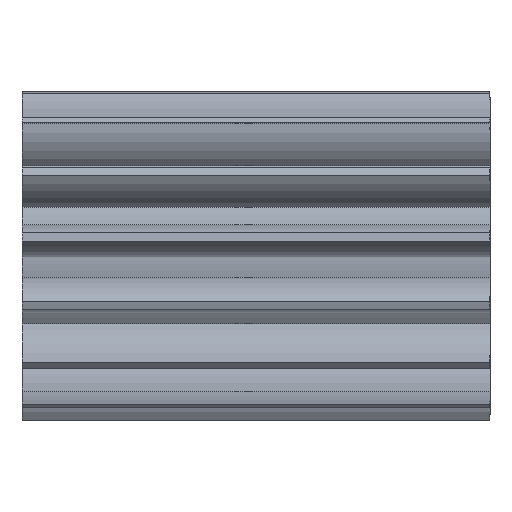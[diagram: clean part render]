
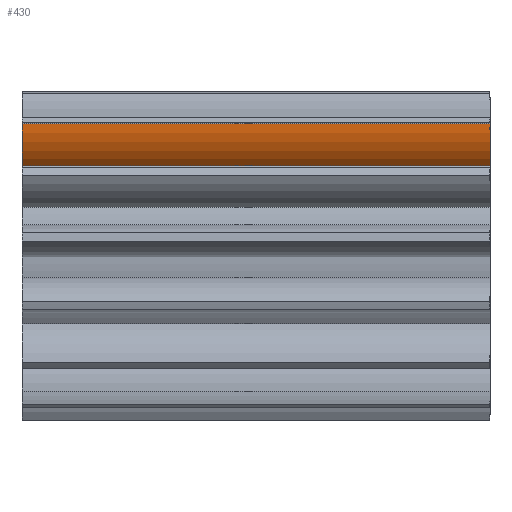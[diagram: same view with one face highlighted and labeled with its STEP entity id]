
A CAD part, top view. The second image highlights one B-rep face of the part: STEP entity #430.
In plain terms, the highlighted cylindrical face has radius 2.381 mm (diameter 4.762 mm), a partial arc.
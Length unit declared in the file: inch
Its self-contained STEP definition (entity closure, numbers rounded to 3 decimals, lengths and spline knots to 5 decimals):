
#18 = DIRECTION ( 'NONE',  ( -1., 0., 0. ) ) ;
#63 = CIRCLE ( 'NONE', #2436, 0.09375 ) ;
#282 = ORIENTED_EDGE ( 'NONE', *, *, #2084, .T. ) ;
#308 = CARTESIAN_POINT ( 'NONE',  ( 0.75, 0.14219, 0.13326 ) ) ;
#430 = ADVANCED_FACE ( 'NONE', ( #2327 ), #740, .T. ) ;
#457 = CARTESIAN_POINT ( 'NONE',  ( 0., 0.14219, 0.13326 ) ) ;
#487 = CARTESIAN_POINT ( 'NONE',  ( 0.75, 0.20948, 0.16174 ) ) ;
#494 = VERTEX_POINT ( 'NONE', #2019 ) ;
#624 = DIRECTION ( 'NONE',  ( 0., 0., 1. ) ) ;
#661 = DIRECTION ( 'NONE',  ( -1., 0., 0. ) ) ;
#740 = CYLINDRICAL_SURFACE ( 'NONE', #1673, 0.09375 ) ;
#745 = VERTEX_POINT ( 'NONE', #487 ) ;
#752 = VERTEX_POINT ( 'NONE', #457 ) ;
#778 = EDGE_CURVE ( 'NONE', #745, #494, #1240, .T. ) ;
#1204 = DIRECTION ( 'NONE',  ( 0., 0., 1. ) ) ;
#1232 = CARTESIAN_POINT ( 'NONE',  ( 0., 0.20948, 0.06799 ) ) ;
#1240 = LINE ( 'NONE', #1692, #1266 ) ;
#1266 = VECTOR ( 'NONE', #1981, 39.37008 ) ;
#1318 = VECTOR ( 'NONE', #1456, 39.37008 ) ;
#1373 = CARTESIAN_POINT ( 'NONE',  ( 0.75, 0.20948, 0.06799 ) ) ;
#1387 = ORIENTED_EDGE ( 'NONE', *, *, #1928, .T. ) ;
#1456 = DIRECTION ( 'NONE',  ( 1., 0., 0. ) ) ;
#1539 = LINE ( 'NONE', #308, #1318 ) ;
#1661 = CARTESIAN_POINT ( 'NONE',  ( 0.75, 0.20948, 0.06799 ) ) ;
#1673 = AXIS2_PLACEMENT_3D ( 'NONE', #1661, #18, #1925 ) ;
#1692 = CARTESIAN_POINT ( 'NONE',  ( 0.75, 0.20948, 0.16174 ) ) ;
#1696 = VERTEX_POINT ( 'NONE', #1989 ) ;
#1844 = ORIENTED_EDGE ( 'NONE', *, *, #778, .T. ) ;
#1919 = EDGE_CURVE ( 'NONE', #494, #752, #2046, .T. ) ;
#1925 = DIRECTION ( 'NONE',  ( 0., 0., 1. ) ) ;
#1928 = EDGE_CURVE ( 'NONE', #1696, #745, #63, .T. ) ;
#1981 = DIRECTION ( 'NONE',  ( -1., 0., 0. ) ) ;
#1989 = CARTESIAN_POINT ( 'NONE',  ( 0.75, 0.14219, 0.13326 ) ) ;
#2019 = CARTESIAN_POINT ( 'NONE',  ( 0., 0.20948, 0.16174 ) ) ;
#2046 = CIRCLE ( 'NONE', #2175, 0.09375 ) ;
#2084 = EDGE_CURVE ( 'NONE', #752, #1696, #1539, .T. ) ;
#2149 = DIRECTION ( 'NONE',  ( 1., 0., 0. ) ) ;
#2175 = AXIS2_PLACEMENT_3D ( 'NONE', #1232, #2149, #1204 ) ;
#2201 = EDGE_LOOP ( 'NONE', ( #1387, #1844, #2256, #282 ) ) ;
#2256 = ORIENTED_EDGE ( 'NONE', *, *, #1919, .T. ) ;
#2327 = FACE_OUTER_BOUND ( 'NONE', #2201, .T. ) ;
#2436 = AXIS2_PLACEMENT_3D ( 'NONE', #1373, #661, #624 ) ;
